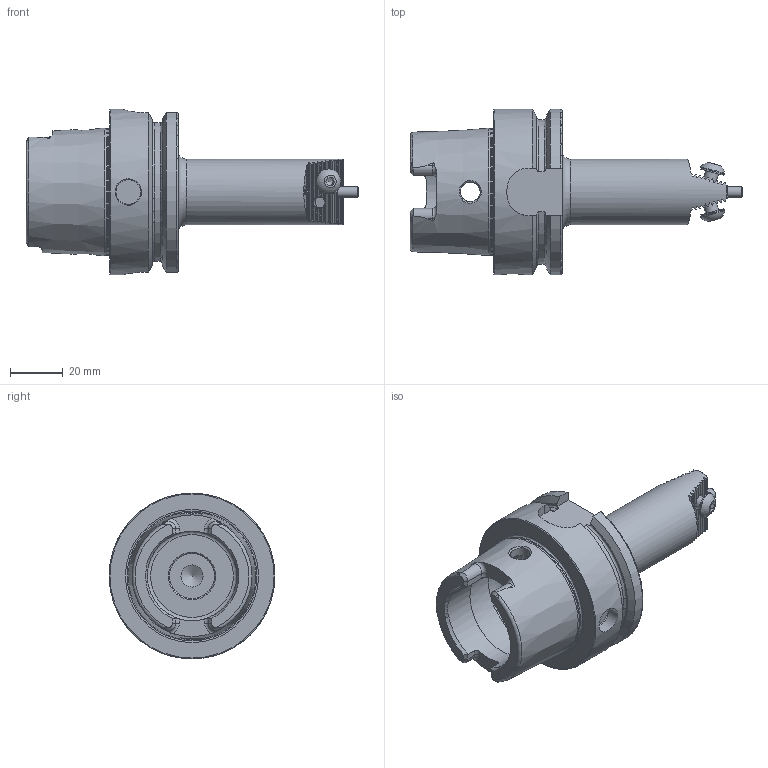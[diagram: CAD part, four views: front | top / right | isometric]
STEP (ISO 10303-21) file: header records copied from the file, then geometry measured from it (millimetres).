
FILE_DESCRIPTION (( 'STEP AP214' ), '1' );
FILE_NAME ('HA6.Z25.K23.105.STEP', '2020-08-13T15:45:57', ( '' ), ( '' ), 'SwSTEP 2.0', 'SolidWorks 2017', '' );
FILE_SCHEMA (( 'AUTOMOTIVE_DESIGN' ));
Length unit declared in the file: millimetre
Products named in the file (6): HA6-Z25.K23.105_A_Fertigbearbeitung; Z25-ER1.001.012; Z25-ER1.003.012_A_gespannt; Z25-ER1.002.012_A; Z20-ER2.001.013_A; HA6.Z25.K23.105
Assembly tree (6 placements, depth 3):
  HA6.Z25.K23.105
    HA6-Z25.K23.105_A_Fertigbearbeitung
    Z25-ER1.001.012  x2
      Z25-ER1.002.012_A
      Z25-ER1.003.012_A_gespannt
    Z20-ER2.001.013_A
Bounding box: 126.2 x 63 x 63 mm (x, y, z)
Volume: 106496.5 mm3; surface area: 29963.4 mm2
Topology: 6 solids, 6 shells, 377 faces, 1021 edges, 657 vertices
Faces by surface type: plane 210, cylinder 90, cone 40, torus 25, bspline 10, sphere 2
Full cylindrical faces by diameter (mm): 2 x9, 2.2 x1, 2.5 x1, 3 x1, 4 x1, 4.2 x2, 5 x2, 5.3 x2, 6 x2, 7.5 x2, 8.4 x1, 9.2 x2, 9.5 x2, 10 x1, 17 x1, 19 x1, 25 x1, 34 x2, 40 x1, 47.941 x1, 63 x1
Entity records: 14403 total; most frequent: CARTESIAN_POINT 5482, ORIENTED_EDGE 1758, DIRECTION 1368, EDGE_CURVE 879, VERTEX_POINT 600, AXIS2_PLACEMENT_3D 530, EDGE_LOOP 431, FACE_OUTER_BOUND 399
